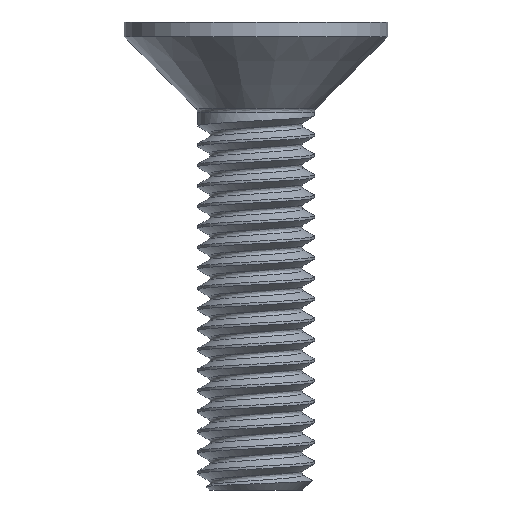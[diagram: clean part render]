
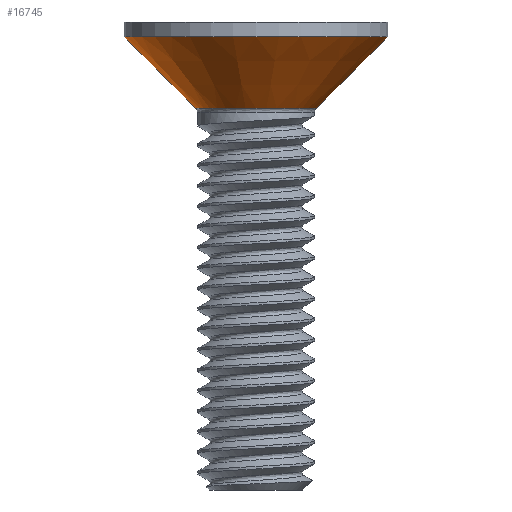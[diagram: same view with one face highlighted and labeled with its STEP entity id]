
A CAD part, front view. The second image highlights one B-rep face of the part: STEP entity #16745.
In plain terms, the highlighted conical face has half-angle 45 degrees and reference radius 2.059 mm.
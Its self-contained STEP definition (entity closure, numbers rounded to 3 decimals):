
#16050 = SURFACE_OF_REVOLUTION('',#16051,#16056);
#16051 = CIRCLE('',#16052,0.2);
#16052 = AXIS2_PLACEMENT_3D('',#16053,#16054,#16055);
#16053 = CARTESIAN_POINT('',(2.2,0.,-3.093));
#16054 = DIRECTION('',(0.,1.,0.));
#16055 = DIRECTION('',(-1.,0.,0.));
#16056 = AXIS1_PLACEMENT('',#16057,#16058);
#16057 = CARTESIAN_POINT('',(0.,0.,0.));
#16058 = DIRECTION('',(0.,0.,1.));
#16695 = VERTEX_POINT('',#16696);
#16696 = CARTESIAN_POINT('',(2.059,0.,-2.951));
#16718 = EDGE_CURVE('',#16695,#16695,#16719,.T.);
#16719 = SURFACE_CURVE('',#16720,(#16725,#16732),.PCURVE_S1.);
#16720 = CIRCLE('',#16721,2.059);
#16721 = AXIS2_PLACEMENT_3D('',#16722,#16723,#16724);
#16722 = CARTESIAN_POINT('',(0.,0.,-2.951));
#16723 = DIRECTION('',(0.,0.,1.));
#16724 = DIRECTION('',(1.,0.,-0.));
#16725 = PCURVE('',#16050,#16726);
#16726 = DEFINITIONAL_REPRESENTATION('',(#16727),#16731);
#16727 = LINE('',#16728,#16729);
#16728 = CARTESIAN_POINT('',(0.,0.785));
#16729 = VECTOR('',#16730,1.);
#16730 = DIRECTION('',(1.,0.));
#16731 = ( GEOMETRIC_REPRESENTATION_CONTEXT(2) 
PARAMETRIC_REPRESENTATION_CONTEXT() REPRESENTATION_CONTEXT('2D SPACE',''
  ) );
#16732 = PCURVE('',#16733,#16738);
#16733 = CONICAL_SURFACE('',#16734,2.059,0.785);
#16734 = AXIS2_PLACEMENT_3D('',#16735,#16736,#16737);
#16735 = CARTESIAN_POINT('',(0.,0.,-2.951));
#16736 = DIRECTION('',(0.,0.,1.));
#16737 = DIRECTION('',(1.,0.,-0.));
#16738 = DEFINITIONAL_REPRESENTATION('',(#16739),#16743);
#16739 = LINE('',#16740,#16741);
#16740 = CARTESIAN_POINT('',(0.,0.));
#16741 = VECTOR('',#16742,1.);
#16742 = DIRECTION('',(1.,0.));
#16743 = ( GEOMETRIC_REPRESENTATION_CONTEXT(2) 
PARAMETRIC_REPRESENTATION_CONTEXT() REPRESENTATION_CONTEXT('2D SPACE',''
  ) );
#16745 = ADVANCED_FACE('',(#16746),#16733,.T.);
#16746 = FACE_BOUND('',#16747,.T.);
#16747 = EDGE_LOOP('',(#16748,#16749,#16772,#16799));
#16748 = ORIENTED_EDGE('',*,*,#16718,.T.);
#16749 = ORIENTED_EDGE('',*,*,#16750,.T.);
#16750 = EDGE_CURVE('',#16695,#16751,#16753,.T.);
#16751 = VERTEX_POINT('',#16752);
#16752 = CARTESIAN_POINT('',(4.5,0.,-0.51));
#16753 = SEAM_CURVE('',#16754,(#16758,#16765),.PCURVE_S1.);
#16754 = LINE('',#16755,#16756);
#16755 = CARTESIAN_POINT('',(2.059,0.,-2.951));
#16756 = VECTOR('',#16757,1.);
#16757 = DIRECTION('',(0.707,0.,0.707));
#16758 = PCURVE('',#16733,#16759);
#16759 = DEFINITIONAL_REPRESENTATION('',(#16760),#16764);
#16760 = LINE('',#16761,#16762);
#16761 = CARTESIAN_POINT('',(0.,0.));
#16762 = VECTOR('',#16763,1.);
#16763 = DIRECTION('',(0.,1.));
#16764 = ( GEOMETRIC_REPRESENTATION_CONTEXT(2) 
PARAMETRIC_REPRESENTATION_CONTEXT() REPRESENTATION_CONTEXT('2D SPACE',''
  ) );
#16765 = PCURVE('',#16733,#16766);
#16766 = DEFINITIONAL_REPRESENTATION('',(#16767),#16771);
#16767 = LINE('',#16768,#16769);
#16768 = CARTESIAN_POINT('',(6.283,0.));
#16769 = VECTOR('',#16770,1.);
#16770 = DIRECTION('',(0.,1.));
#16771 = ( GEOMETRIC_REPRESENTATION_CONTEXT(2) 
PARAMETRIC_REPRESENTATION_CONTEXT() REPRESENTATION_CONTEXT('2D SPACE',''
  ) );
#16772 = ORIENTED_EDGE('',*,*,#16773,.F.);
#16773 = EDGE_CURVE('',#16751,#16751,#16774,.T.);
#16774 = SURFACE_CURVE('',#16775,(#16780,#16787),.PCURVE_S1.);
#16775 = CIRCLE('',#16776,4.5);
#16776 = AXIS2_PLACEMENT_3D('',#16777,#16778,#16779);
#16777 = CARTESIAN_POINT('',(0.,0.,-0.51));
#16778 = DIRECTION('',(0.,0.,1.));
#16779 = DIRECTION('',(1.,0.,-0.));
#16780 = PCURVE('',#16733,#16781);
#16781 = DEFINITIONAL_REPRESENTATION('',(#16782),#16786);
#16782 = LINE('',#16783,#16784);
#16783 = CARTESIAN_POINT('',(0.,2.441));
#16784 = VECTOR('',#16785,1.);
#16785 = DIRECTION('',(1.,0.));
#16786 = ( GEOMETRIC_REPRESENTATION_CONTEXT(2) 
PARAMETRIC_REPRESENTATION_CONTEXT() REPRESENTATION_CONTEXT('2D SPACE',''
  ) );
#16787 = PCURVE('',#16788,#16793);
#16788 = CYLINDRICAL_SURFACE('',#16789,4.5);
#16789 = AXIS2_PLACEMENT_3D('',#16790,#16791,#16792);
#16790 = CARTESIAN_POINT('',(0.,0.,-0.51));
#16791 = DIRECTION('',(0.,0.,1.));
#16792 = DIRECTION('',(1.,0.,-0.));
#16793 = DEFINITIONAL_REPRESENTATION('',(#16794),#16798);
#16794 = LINE('',#16795,#16796);
#16795 = CARTESIAN_POINT('',(0.,0.));
#16796 = VECTOR('',#16797,1.);
#16797 = DIRECTION('',(1.,0.));
#16798 = ( GEOMETRIC_REPRESENTATION_CONTEXT(2) 
PARAMETRIC_REPRESENTATION_CONTEXT() REPRESENTATION_CONTEXT('2D SPACE',''
  ) );
#16799 = ORIENTED_EDGE('',*,*,#16750,.F.);
